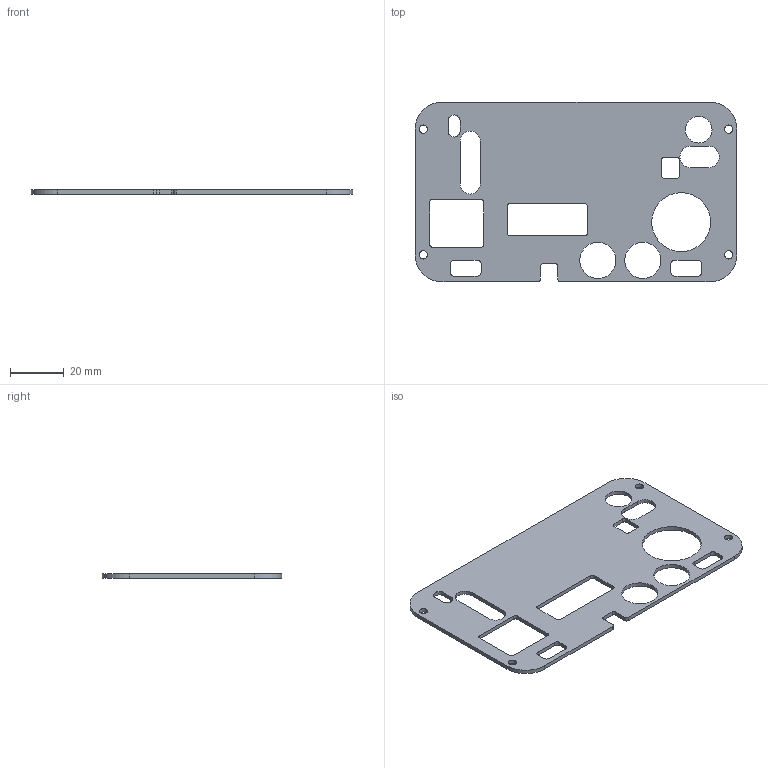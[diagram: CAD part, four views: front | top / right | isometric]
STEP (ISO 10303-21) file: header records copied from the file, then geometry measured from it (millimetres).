
FILE_DESCRIPTION(('FreeCAD Model'),'2;1');
FILE_NAME('ohs18badge_case_top.step' ,'2018-10-06T15:12:05',('kicad StepUp'),('ksu MCAD'), 'Open CASCADE STEP processor 7.2','FreeCAD','Unknown');
FILE_SCHEMA(('AUTOMOTIVE_DESIGN { 1 0 10303 214 1 1 1 1 }'));
Length unit declared in the file: millimetre
Products named in the file (1): Body_top
Bounding box: 120 x 67 x 1.5 mm (x, y, z)
Volume: 8895.5 mm3; surface area: 13296.9 mm2
Topology: 1 solids, 1 shells, 78 faces, 228 edges, 152 vertices
Faces by surface type: cylinder 42, plane 36
Full cylindrical faces by diameter (mm): 3.1 x4, 10 x1, 13.5 x2, 22 x1
Entity records: 2701 total; most frequent: DIRECTION 470, CARTESIAN_POINT 459, ORIENTED_EDGE 456, EDGE_CURVE 228, AXIS2_PLACEMENT_3D 163, VERTEX_POINT 152, LINE 144, VECTOR 144
